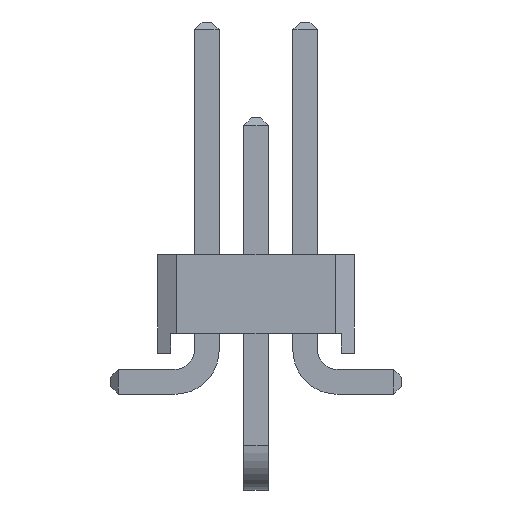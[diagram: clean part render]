
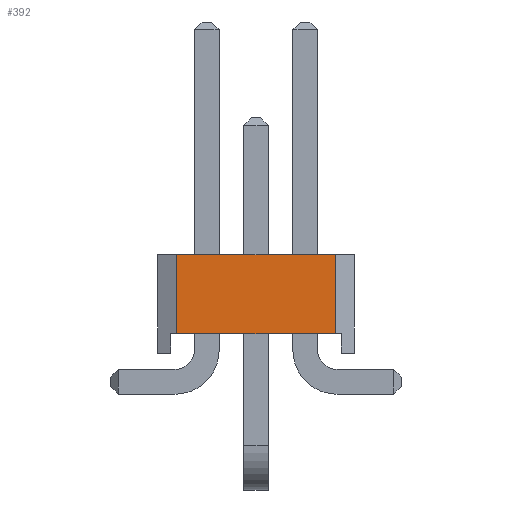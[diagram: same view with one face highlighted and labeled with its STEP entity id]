
A CAD part, left-side view. The second image highlights one B-rep face of the part: STEP entity #392.
In plain terms, the highlighted planar face has unit normal (-1, 0, 0).
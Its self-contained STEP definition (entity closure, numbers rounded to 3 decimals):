
#392 = ADVANCED_FACE( '', ( #891 ), #892, .T. );
#891 = FACE_OUTER_BOUND( '', #1465, .T. );
#892 = PLANE( '', #1466 );
#1465 = EDGE_LOOP( '', ( #2751, #2752, #2753, #2754 ) );
#1466 = AXIS2_PLACEMENT_3D( '', #2755, #2756, #2757 );
#2751 = ORIENTED_EDGE( '', *, *, #3673, .F. );
#2752 = ORIENTED_EDGE( '', *, *, #3603, .T. );
#2753 = ORIENTED_EDGE( '', *, *, #3865, .T. );
#2754 = ORIENTED_EDGE( '', *, *, #3780, .T. );
#2755 = CARTESIAN_POINT( '', ( -10.16, -2.54, -1.27 ) );
#2756 = DIRECTION( '', ( -1., 0., 0. ) );
#2757 = DIRECTION( '', ( 0., 0., 1. ) );
#3603 = EDGE_CURVE( '', #4429, #4427, #4430, .T. );
#3673 = EDGE_CURVE( '', #4429, #4539, #4540, .T. );
#3780 = EDGE_CURVE( '', #4702, #4539, #4703, .T. );
#3865 = EDGE_CURVE( '', #4427, #4702, #4814, .T. );
#4427 = VERTEX_POINT( '', #5598 );
#4429 = VERTEX_POINT( '', #5601 );
#4430 = LINE( '', #5602, #5603 );
#4539 = VERTEX_POINT( '', #5771 );
#4540 = LINE( '', #5772, #5773 );
#4702 = VERTEX_POINT( '', #6024 );
#4703 = LINE( '', #6025, #6026 );
#4814 = LINE( '', #6194, #6195 );
#5598 = CARTESIAN_POINT( '', ( -10.16, -2.04, -0.77 ) );
#5601 = CARTESIAN_POINT( '', ( -10.16, 2.04, -0.77 ) );
#5602 = CARTESIAN_POINT( '', ( -10.16, -2.54, -0.77 ) );
#5603 = VECTOR( '', #6596, 1000. );
#5771 = CARTESIAN_POINT( '', ( -10.16, 2.04, 1.27 ) );
#5772 = CARTESIAN_POINT( '', ( -10.16, 2.04, -20.07 ) );
#5773 = VECTOR( '', #6656, 1000. );
#6024 = CARTESIAN_POINT( '', ( -10.16, -2.04, 1.27 ) );
#6025 = CARTESIAN_POINT( '', ( -10.16, -2.54, 1.27 ) );
#6026 = VECTOR( '', #6746, 1000. );
#6194 = CARTESIAN_POINT( '', ( -10.16, -2.04, -20.07 ) );
#6195 = VECTOR( '', #6810, 1000. );
#6596 = DIRECTION( '', ( 0., -1., 0. ) );
#6656 = DIRECTION( '', ( 0., 0., 1. ) );
#6746 = DIRECTION( '', ( 0., 1., 0. ) );
#6810 = DIRECTION( '', ( 0., 0., 1. ) );
